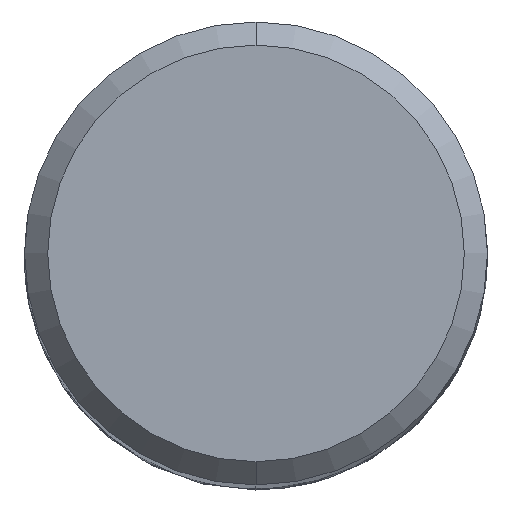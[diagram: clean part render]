
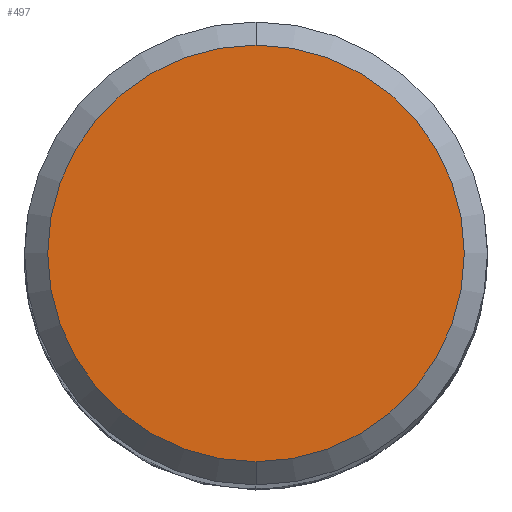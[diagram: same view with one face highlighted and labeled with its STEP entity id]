
A CAD part, top view. The second image highlights one B-rep face of the part: STEP entity #497.
In plain terms, the highlighted planar face has unit normal (0, 0, 1).
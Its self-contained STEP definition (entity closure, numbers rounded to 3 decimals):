
#497=ADVANCED_FACE('',(#1178),#1179,.T.);
#701=EDGE_CURVE('',#861,#729,#1398,.T.);
#729=VERTEX_POINT('',#1428);
#861=VERTEX_POINT('',#1576);
#963=EDGE_CURVE('',#729,#861,#1685,.T.);
#1178=FACE_OUTER_BOUND('',#2661,.T.);
#1179=PLANE('',#2662);
#1398=CIRCLE('',#5332,4.5);
#1428=CARTESIAN_POINT('',(0.0,4.5,0.0));
#1576=CARTESIAN_POINT('',(0.,-4.5,0.0));
#1685=CIRCLE('',#8571,4.5);
#2661=EDGE_LOOP('',(#9483,#9484));
#2662=AXIS2_PLACEMENT_3D('',#9485,#9486,#9487);
#5332=AXIS2_PLACEMENT_3D('',#9654,#9655,#9656);
#8571=AXIS2_PLACEMENT_3D('',#9971,#9972,#9973);
#9483=ORIENTED_EDGE('',*,*,#963,.F.);
#9484=ORIENTED_EDGE('',*,*,#701,.F.);
#9485=CARTESIAN_POINT('',(0.0,2.25,0.0));
#9486=DIRECTION('',(-0.0,0.0,1.0));
#9487=DIRECTION('',(0.0,-1.0,0.0));
#9654=CARTESIAN_POINT('',(0.0,0.0,0.0));
#9655=DIRECTION('',(0.0,0.0,-1.0));
#9656=DIRECTION('',(0.0,1.0,0.0));
#9971=CARTESIAN_POINT('',(0.0,0.0,0.0));
#9972=DIRECTION('',(0.0,0.0,-1.0));
#9973=DIRECTION('',(0.0,1.0,0.0));
